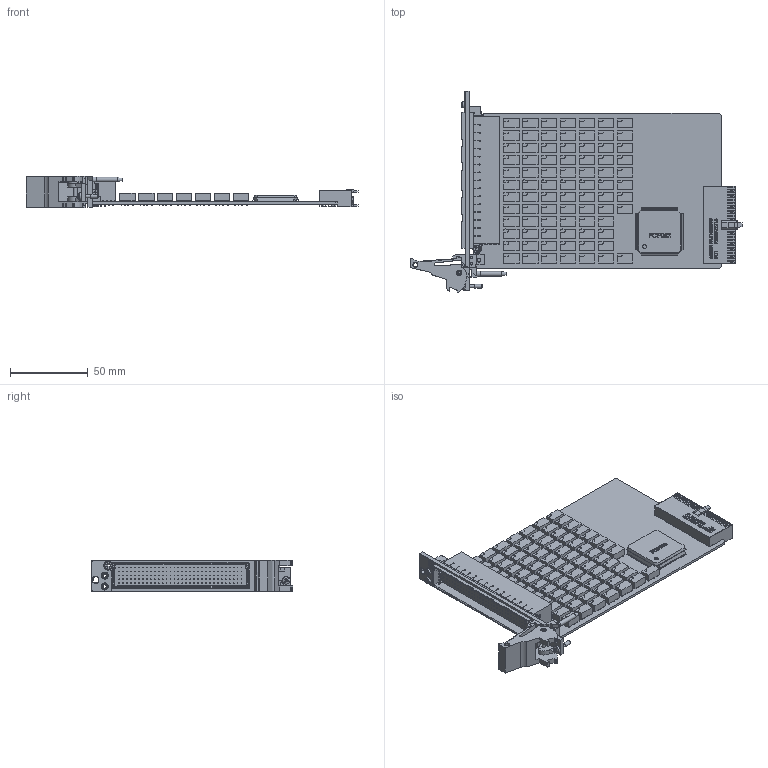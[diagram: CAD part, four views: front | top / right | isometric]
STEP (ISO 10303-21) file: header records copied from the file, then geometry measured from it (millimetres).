
FILE_DESCRIPTION (( 'STEP AP214' ), '1' );
FILE_NAME ('40-139-101 High Density 2A Relay Module assem.STEP', '2013-08-21T12:56:29', ( 'admin' ), ( '' ), 'SwSTEP 2.0', 'SolidWorks 2012', '' );
FILE_SCHEMA (( 'AUTOMOTIVE_DESIGN' ));
Length unit declared in the file: millimetre
Products named in the file (1): 40-139-101 High Density 2A Relay Module assem
Bounding box: 213.87 x 129.57 x 20 mm (x, y, z)
Surface area: 78622.8 mm2 (no closed solid volume)
Topology: 0 solids, 958 shells, 3519 faces, 12761 edges, 9510 vertices
Faces by surface type: plane 2320, cylinder 1083, cone 92, bspline 15, torus 6, sphere 3
Full cylindrical faces by diameter (mm): 0.4 x648, 0.6 x110, 1.2 x78, 1.4 x6, 1.496 x2, 1.687 x1, 1.727 x3, 2 x4, 2.05 x5, 2.497 x1, 2.5 x3, 2.6 x2, 2.8 x1, 3 x3, 4 x2, 4.594 x1, 4.603 x1, 4.7 x1, 5 x3
Entity records: 174780 total; most frequent: CARTESIAN_POINT 32942, DIRECTION 21229, ORIENTED_EDGE 16433, EDGE_CURVE 11741, VERTEX_POINT 9390, LINE 7891, VECTOR 7891, AXIS2_PLACEMENT_3D 6669
